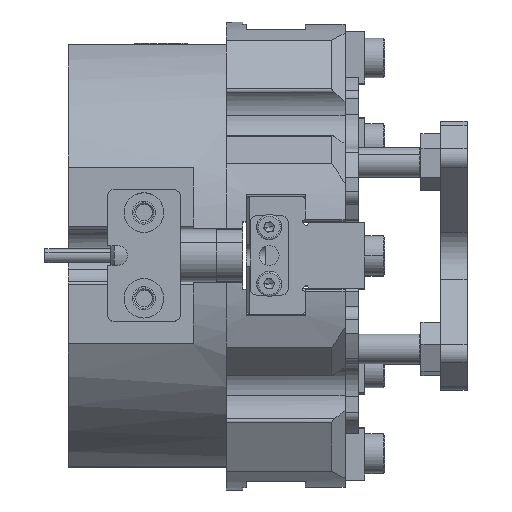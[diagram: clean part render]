
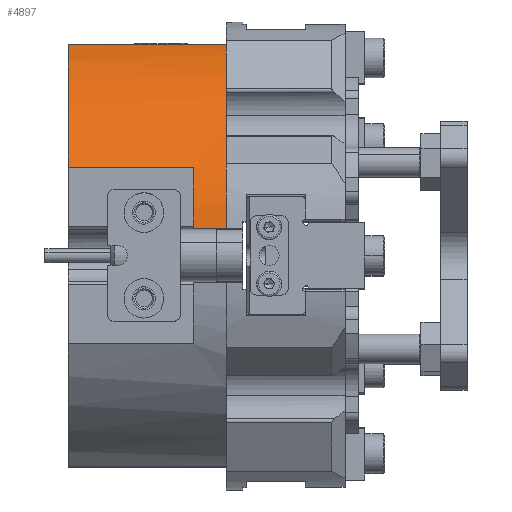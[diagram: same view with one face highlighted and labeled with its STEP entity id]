
A CAD part, top view. The second image highlights one B-rep face of the part: STEP entity #4897.
In plain terms, the highlighted cylindrical face has radius 34 mm (diameter 68 mm), a partial arc.
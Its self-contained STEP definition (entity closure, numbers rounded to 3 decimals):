
#210 = AXIS2_PLACEMENT_3D ( 'NONE', #16675, #9219, #20363 ) ;
#898 = CIRCLE ( 'NONE', #210, 34. ) ;
#1284 = CIRCLE ( 'NONE', #2959, 34. ) ;
#2016 = CARTESIAN_POINT ( 'NONE',  ( 150.894, 37.501, 73.25 ) ) ;
#2124 = ORIENTED_EDGE ( 'NONE', *, *, #38755, .F. ) ;
#2959 = AXIS2_PLACEMENT_3D ( 'NONE', #27382, #34858, #37948 ) ;
#4897 = ADVANCED_FACE ( 'NONE', ( #30904 ), #11236, .T. ) ;
#5280 = DIRECTION ( 'NONE',  ( 0., 1., 0. ) ) ;
#5525 = VERTEX_POINT ( 'NONE', #14951 ) ;
#6865 = VERTEX_POINT ( 'NONE', #41321 ) ;
#7824 = EDGE_CURVE ( 'NONE', #6865, #33563, #1284, .T. ) ;
#8357 = CARTESIAN_POINT ( 'NONE',  ( 127.894, 28.206, 75.752 ) ) ;
#8553 = CARTESIAN_POINT ( 'NONE',  ( 150.894, 24.106, 42. ) ) ;
#8680 = CARTESIAN_POINT ( 'NONE',  ( 127.894, 24.106, 42. ) ) ;
#9219 = DIRECTION ( 'NONE',  ( -1., 0., 0. ) ) ;
#9272 = AXIS2_PLACEMENT_3D ( 'NONE', #8680, #27383, #5280 ) ;
#9638 = DIRECTION ( 'NONE',  ( 1., 0., 0. ) ) ;
#9852 = LINE ( 'NONE', #40263, #11016 ) ;
#10644 = VERTEX_POINT ( 'NONE', #34889 ) ;
#10821 = DIRECTION ( 'NONE',  ( -1., 0., 0. ) ) ;
#10974 = DIRECTION ( 'NONE',  ( 0., 1., 0. ) ) ;
#11016 = VECTOR ( 'NONE', #10821, 1000. ) ;
#11128 = ORIENTED_EDGE ( 'NONE', *, *, #35012, .T. ) ;
#11236 = CYLINDRICAL_SURFACE ( 'NONE', #44194, 34. ) ;
#11409 = VERTEX_POINT ( 'NONE', #8357 ) ;
#11553 = VERTEX_POINT ( 'NONE', #35169 ) ;
#12244 = VECTOR ( 'NONE', #27533, 1000. ) ;
#13025 = VERTEX_POINT ( 'NONE', #30078 ) ;
#14951 = CARTESIAN_POINT ( 'NONE',  ( 132.894, 39.313, 72.409 ) ) ;
#15028 = DIRECTION ( 'NONE',  ( -1., 0., 0. ) ) ;
#16675 = CARTESIAN_POINT ( 'NONE',  ( 132.894, 24.106, 42. ) ) ;
#17099 = DIRECTION ( 'NONE',  ( 0., 0., -1. ) ) ;
#18268 = DIRECTION ( 'NONE',  ( 0., -1., 0. ) ) ;
#20124 = ORIENTED_EDGE ( 'NONE', *, *, #7824, .T. ) ;
#20363 = DIRECTION ( 'NONE',  ( 0., 1., 0. ) ) ;
#20980 = ORIENTED_EDGE ( 'NONE', *, *, #32692, .T. ) ;
#21641 = EDGE_CURVE ( 'NONE', #11409, #11553, #38293, .T. ) ;
#22149 = ORIENTED_EDGE ( 'NONE', *, *, #41815, .F. ) ;
#23059 = AXIS2_PLACEMENT_3D ( 'NONE', #32999, #40446, #18268 ) ;
#24322 = DIRECTION ( 'NONE',  ( -1., 0., 0. ) ) ;
#24949 = VERTEX_POINT ( 'NONE', #35295 ) ;
#27382 = CARTESIAN_POINT ( 'NONE',  ( 132.894, 24.106, 42. ) ) ;
#27383 = DIRECTION ( 'NONE',  ( -1., 0., 0. ) ) ;
#27533 = DIRECTION ( 'NONE',  ( 1., 0., 0. ) ) ;
#28752 = CIRCLE ( 'NONE', #23059, 34. ) ;
#29804 = EDGE_LOOP ( 'NONE', ( #11128, #43915, #20124, #22149, #38886, #20980, #36935, #2124 ) ) ;
#30078 = CARTESIAN_POINT ( 'NONE',  ( 108.894, 37.501, 73.25 ) ) ;
#30686 = VECTOR ( 'NONE', #9638, 1000. ) ;
#30734 = CARTESIAN_POINT ( 'NONE',  ( 132.894, 56.106, 53.489 ) ) ;
#30904 = FACE_OUTER_BOUND ( 'NONE', #29804, .T. ) ;
#31248 = LINE ( 'NONE', #38734, #30686 ) ;
#31427 = CIRCLE ( 'NONE', #40507, 34. ) ;
#32692 = EDGE_CURVE ( 'NONE', #13025, #11553, #38234, .T. ) ;
#32999 = CARTESIAN_POINT ( 'NONE',  ( 108.894, 24.106, 42. ) ) ;
#33563 = VERTEX_POINT ( 'NONE', #30734 ) ;
#33620 = EDGE_CURVE ( 'NONE', #5525, #6865, #898, .T. ) ;
#33779 = CARTESIAN_POINT ( 'NONE',  ( 132.894, 24.106, 42. ) ) ;
#34858 = DIRECTION ( 'NONE',  ( -1., 0., 0. ) ) ;
#34889 = CARTESIAN_POINT ( 'NONE',  ( 132.894, 28.206, 75.752 ) ) ;
#35012 = EDGE_CURVE ( 'NONE', #10644, #5525, #31427, .T. ) ;
#35169 = CARTESIAN_POINT ( 'NONE',  ( 127.894, 37.501, 73.25 ) ) ;
#35295 = CARTESIAN_POINT ( 'NONE',  ( 108.894, 56.106, 53.489 ) ) ;
#36935 = ORIENTED_EDGE ( 'NONE', *, *, #21641, .F. ) ;
#37948 = DIRECTION ( 'NONE',  ( 0., 1., 0. ) ) ;
#38234 = LINE ( 'NONE', #2016, #12244 ) ;
#38293 = CIRCLE ( 'NONE', #9272, 34. ) ;
#38734 = CARTESIAN_POINT ( 'NONE',  ( 150.894, 56.106, 53.489 ) ) ;
#38755 = EDGE_CURVE ( 'NONE', #10644, #11409, #9852, .T. ) ;
#38886 = ORIENTED_EDGE ( 'NONE', *, *, #43549, .T. ) ;
#40263 = CARTESIAN_POINT ( 'NONE',  ( 150.894, 28.206, 75.752 ) ) ;
#40446 = DIRECTION ( 'NONE',  ( 1., 0., 0. ) ) ;
#40507 = AXIS2_PLACEMENT_3D ( 'NONE', #33779, #15028, #10974 ) ;
#41321 = CARTESIAN_POINT ( 'NONE',  ( 132.894, 54.515, 57.208 ) ) ;
#41815 = EDGE_CURVE ( 'NONE', #24949, #33563, #31248, .T. ) ;
#43549 = EDGE_CURVE ( 'NONE', #24949, #13025, #28752, .T. ) ;
#43915 = ORIENTED_EDGE ( 'NONE', *, *, #33620, .T. ) ;
#44194 = AXIS2_PLACEMENT_3D ( 'NONE', #8553, #24322, #17099 ) ;
